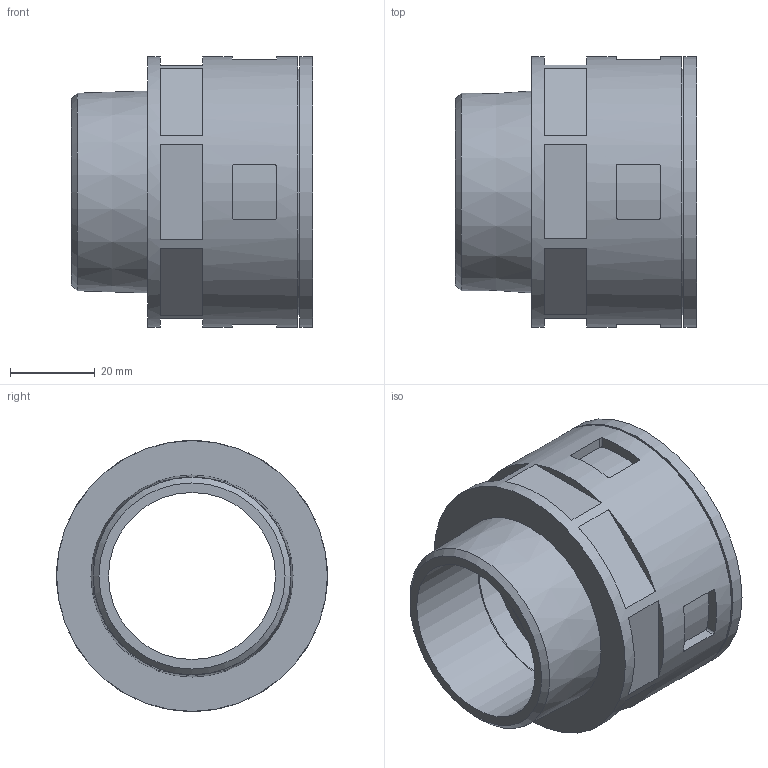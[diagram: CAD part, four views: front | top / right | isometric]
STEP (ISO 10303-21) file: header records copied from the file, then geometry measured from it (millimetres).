
FILE_DESCRIPTION( ( 'STEP AP203' ), '1' );
FILE_NAME( 'FLEXA RQG-N 5020.056.209.stp', '2020-03-27T13:39:51', ( 'License CC BY-ND 4.0' ), ( 'CADENAS' ), ' ', 'PARTsolutions', ' ' );
FILE_SCHEMA( ( 'CONFIG_CONTROL_DESIGN' ) );
Length unit declared in the file: millimetre
Products named in the file (1): _FLEXA RQG-N 5020.056.209
Bounding box: 57 x 64 x 64 mm (x, y, z)
Volume: 39088.1 mm3; surface area: 25896.4 mm2
Topology: 1 solids, 1 shells, 76 faces, 176 edges, 117 vertices
Faces by surface type: plane 47, cylinder 26, cone 2, torus 1
Full cylindrical faces by diameter (mm): 39.5 x1, 54.5 x1, 58 x1, 58.2 x1, 64 x2
Entity records: 2204 total; most frequent: CARTESIAN_POINT 509, DIRECTION 330, ORIENTED_EDGE 320, EDGE_CURVE 160, AXIS2_PLACEMENT_3D 125, VERTEX_POINT 112, EDGE_LOOP 104, FACE_OUTER_BOUND 83
